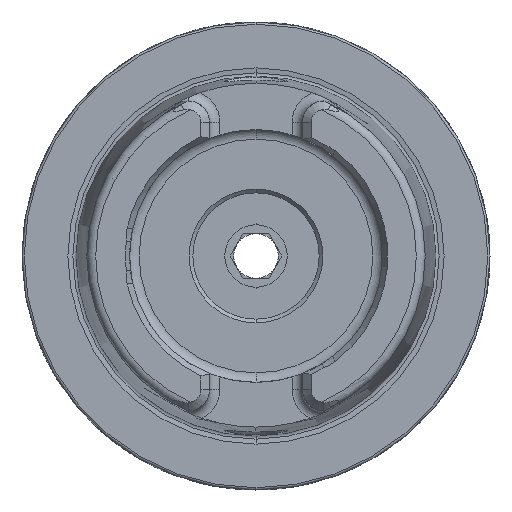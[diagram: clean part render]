
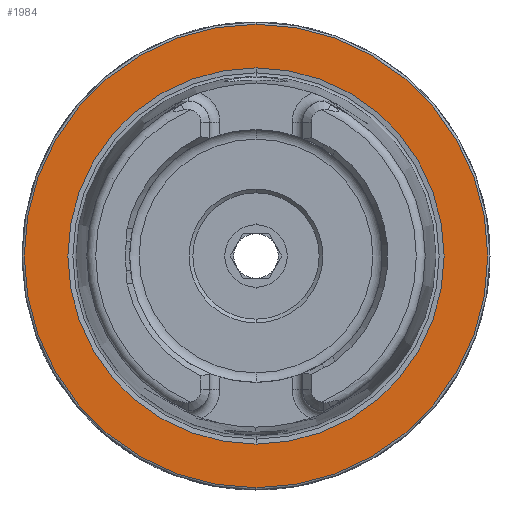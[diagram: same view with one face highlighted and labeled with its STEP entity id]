
A CAD part, left-side view. The second image highlights one B-rep face of the part: STEP entity #1984.
In plain terms, the highlighted planar face has unit normal (-1, 0, 0).
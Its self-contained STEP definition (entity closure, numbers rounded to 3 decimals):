
#202 = DIRECTION ( 'NONE',  ( 1., 0., 0. ) ) ;
#212 = CARTESIAN_POINT ( 'NONE',  ( 0., 31.2, 0. ) ) ;
#214 = PLANE ( 'NONE',  #852 ) ;
#216 = DIRECTION ( 'NONE',  ( 0., 0., -1. ) ) ;
#852 = AXIS2_PLACEMENT_3D ( 'NONE', #212, #202, #216 ) ;
#1288 = EDGE_CURVE ( 'NONE', #3939, #3941, #2464, .T. ) ;
#1289 = EDGE_CURVE ( 'NONE', #3945, #3955, #2463, .T. ) ;
#1984 = ADVANCED_FACE ( 'NONE', ( #2800, #2804 ), #214, .F. ) ;
#2463 = CIRCLE ( 'NONE', #6952, 25.324 ) ;
#2464 = CIRCLE ( 'NONE', #6951, 31.2 ) ;
#2800 = FACE_BOUND ( 'NONE', #6075, .T. ) ;
#2804 = FACE_OUTER_BOUND ( 'NONE', #6065, .T. ) ;
#3939 = VERTEX_POINT ( 'NONE', #8616 ) ;
#3941 = VERTEX_POINT ( 'NONE', #8617 ) ;
#3945 = VERTEX_POINT ( 'NONE', #8619 ) ;
#3955 = VERTEX_POINT ( 'NONE', #8624 ) ;
#3961 = CARTESIAN_POINT ( 'NONE',  ( 0., 0., 0. ) ) ;
#3963 = DIRECTION ( 'NONE',  ( -1., 0., 0. ) ) ;
#3965 = DIRECTION ( 'NONE',  ( 0., 0., 1. ) ) ;
#3985 = CARTESIAN_POINT ( 'NONE',  ( 0., 0., 0. ) ) ;
#3986 = DIRECTION ( 'NONE',  ( -1., 0., 0. ) ) ;
#3988 = DIRECTION ( 'NONE',  ( 0., 0., 1. ) ) ;
#4193 = CIRCLE ( 'NONE', #9027, 25.324 ) ;
#4210 = CIRCLE ( 'NONE', #9030, 31.2 ) ;
#6065 = EDGE_LOOP ( 'NONE', ( #9090, #9089 ) ) ;
#6075 = EDGE_LOOP ( 'NONE', ( #9092, #9091 ) ) ;
#6820 = EDGE_CURVE ( 'NONE', #3955, #3945, #4193, .T. ) ;
#6824 = EDGE_CURVE ( 'NONE', #3941, #3939, #4210, .T. ) ;
#6951 = AXIS2_PLACEMENT_3D ( 'NONE', #9330, #9331, #9332 ) ;
#6952 = AXIS2_PLACEMENT_3D ( 'NONE', #9333, #9334, #9335 ) ;
#8616 = CARTESIAN_POINT ( 'NONE',  ( 0., 0., -31.2 ) ) ;
#8617 = CARTESIAN_POINT ( 'NONE',  ( 0., 0., 31.2 ) ) ;
#8619 = CARTESIAN_POINT ( 'NONE',  ( 0., 0., 25.324 ) ) ;
#8624 = CARTESIAN_POINT ( 'NONE',  ( 0., 0., -25.324 ) ) ;
#9027 = AXIS2_PLACEMENT_3D ( 'NONE', #3961, #3963, #3965 ) ;
#9030 = AXIS2_PLACEMENT_3D ( 'NONE', #3985, #3986, #3988 ) ;
#9089 = ORIENTED_EDGE ( 'NONE', *, *, #1288, .T. ) ;
#9090 = ORIENTED_EDGE ( 'NONE', *, *, #6824, .T. ) ;
#9091 = ORIENTED_EDGE ( 'NONE', *, *, #6820, .F. ) ;
#9092 = ORIENTED_EDGE ( 'NONE', *, *, #1289, .F. ) ;
#9330 = CARTESIAN_POINT ( 'NONE',  ( 0., 0., 0. ) ) ;
#9331 = DIRECTION ( 'NONE',  ( -1., 0., 0. ) ) ;
#9332 = DIRECTION ( 'NONE',  ( 0., 0., 1. ) ) ;
#9333 = CARTESIAN_POINT ( 'NONE',  ( 0., 0., 0. ) ) ;
#9334 = DIRECTION ( 'NONE',  ( -1., 0., 0. ) ) ;
#9335 = DIRECTION ( 'NONE',  ( 0., 0., 1. ) ) ;
